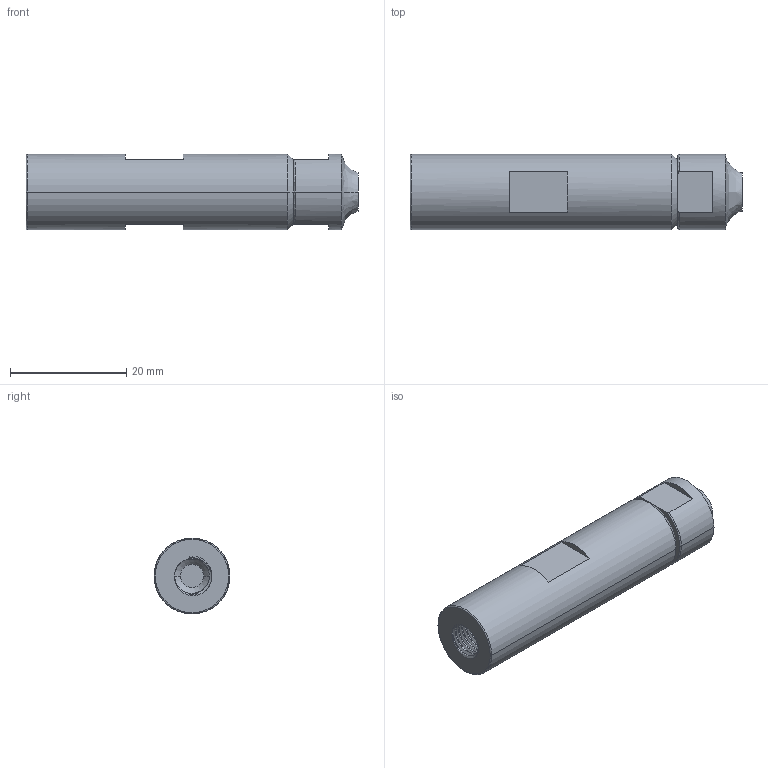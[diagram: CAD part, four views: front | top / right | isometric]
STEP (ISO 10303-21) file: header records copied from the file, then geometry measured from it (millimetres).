
FILE_DESCRIPTION (( 'STEP AP203' ), '1' );
FILE_NAME ('3D_GS5534-L 4_188500440.STEP', '2024-09-24T06:40:30', ( '' ), ( '' ), 'SwSTEP 2.0', 'SolidWorks 2024', '' );
FILE_SCHEMA (( 'CONFIG_CONTROL_DESIGN' ));
Length unit declared in the file: millimetre
Products named in the file (1): 3D_GS5534-L 4_188500440
Bounding box: 57 x 13 x 13 mm (x, y, z)
Volume: 6264.1 mm3; surface area: 3510.3 mm2
Topology: 1 solids, 1 shells, 89 faces, 225 edges, 145 vertices
Faces by surface type: cylinder 54, plane 18, bspline 6, cone 6, torus 5
Entity records: 6980 total; most frequent: CARTESIAN_POINT 5039, ORIENTED_EDGE 450, DIRECTION 335, EDGE_CURVE 225, VERTEX_POINT 145, AXIS2_PLACEMENT_3D 130, EDGE_LOOP 96, ADVANCED_FACE 89
